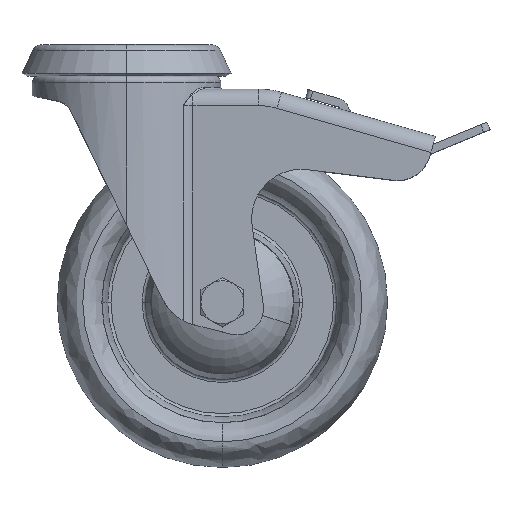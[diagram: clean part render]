
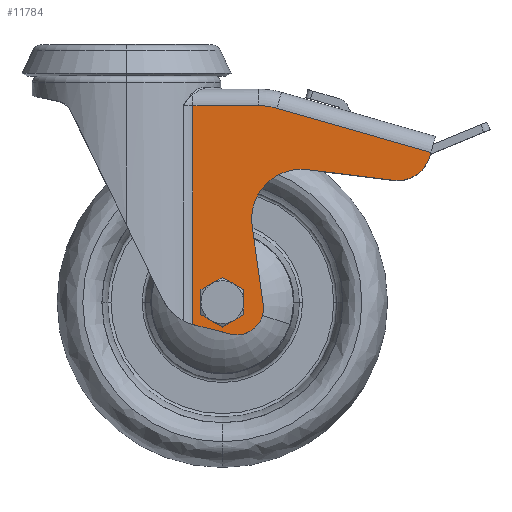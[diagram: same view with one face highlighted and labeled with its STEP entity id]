
A CAD part, top view. The second image highlights one B-rep face of the part: STEP entity #11784.
In plain terms, the highlighted planar face has unit normal (0, 0, 1).
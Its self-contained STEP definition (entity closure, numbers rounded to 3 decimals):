
#159 = CARTESIAN_POINT ( 'NONE',  ( 78.7, 4.724, 21.8 ) ) ;
#307 = CARTESIAN_POINT ( 'NONE',  ( -13.051, 25.16, 21.8 ) ) ;
#619 = CARTESIAN_POINT ( 'NONE',  ( 20.376, -41.208, 21.8 ) ) ;
#649 = CARTESIAN_POINT ( 'NONE',  ( -28.609, -37.24, 21.8 ) ) ;
#699 = DIRECTION ( 'NONE',  ( 0.276, 0.961, 0. ) ) ;
#935 = DIRECTION ( 'NONE',  ( -1., 0., 0. ) ) ;
#971 = EDGE_CURVE ( 'NONE', #8611, #4946, #14200, .T. ) ;
#1009 = CARTESIAN_POINT ( 'NONE',  ( -11.125, 31.88, 21.8 ) ) ;
#1359 = EDGE_CURVE ( 'NONE', #8036, #2415, #8934, .T. ) ;
#1363 = AXIS2_PLACEMENT_3D ( 'NONE', #9922, #14268, #935 ) ;
#1382 = CARTESIAN_POINT ( 'NONE',  ( 69.087, 7.481, 21.8 ) ) ;
#1410 = AXIS2_PLACEMENT_3D ( 'NONE', #11051, #5323, #5172 ) ;
#1442 = DIRECTION ( 'NONE',  ( -1., 0., 0. ) ) ;
#1458 = DIRECTION ( 'NONE',  ( -1., 0., 0. ) ) ;
#1994 = CARTESIAN_POINT ( 'NONE',  ( 41.622, 0.778, 21.8 ) ) ;
#2147 = DIRECTION ( 'NONE',  ( 0.993, -0.122, 0. ) ) ;
#2216 = EDGE_CURVE ( 'NONE', #6594, #4038, #7218, .T. ) ;
#2239 = DIRECTION ( 'NONE',  ( 0., 0., 1. ) ) ;
#2346 = DIRECTION ( 'NONE',  ( 0., 0., 1. ) ) ;
#2415 = VERTEX_POINT ( 'NONE', #5508 ) ;
#2426 = EDGE_CURVE ( 'NONE', #2522, #8611, #11953, .T. ) ;
#2495 = DIRECTION ( 'NONE',  ( -0.139, 0.99, 0. ) ) ;
#2522 = VERTEX_POINT ( 'NONE', #6574 ) ;
#2549 = FACE_BOUND ( 'NONE', #12783, .T. ) ;
#2557 = VECTOR ( 'NONE', #1442, 1000. ) ;
#2703 = VERTEX_POINT ( 'NONE', #5880 ) ;
#2732 = VECTOR ( 'NONE', #2147, 1000. ) ;
#2824 = ORIENTED_EDGE ( 'NONE', *, *, #10149, .T. ) ;
#3005 = CIRCLE ( 'NONE', #1363, 15. ) ;
#3376 = CIRCLE ( 'NONE', #14298, 4.15 ) ;
#3399 = DIRECTION ( 'NONE',  ( -1., 0., 0. ) ) ;
#3527 = CARTESIAN_POINT ( 'NONE',  ( 15.949, -39.34, 21.8 ) ) ;
#3712 = LINE ( 'NONE', #8269, #10665 ) ;
#3774 = VECTOR ( 'NONE', #8591, 1000. ) ;
#4025 = ORIENTED_EDGE ( 'NONE', *, *, #2426, .T. ) ;
#4038 = VERTEX_POINT ( 'NONE', #13757 ) ;
#4074 = DIRECTION ( 'NONE',  ( 0., 0., 1. ) ) ;
#4156 = EDGE_LOOP ( 'NONE', ( #2824, #4025, #7635, #4232, #13229, #9050, #8686, #9408, #14573, #10671, #12588, #11439 ) ) ;
#4232 = ORIENTED_EDGE ( 'NONE', *, *, #9706, .T. ) ;
#4321 = DIRECTION ( 'NONE',  ( 0., -1., 0. ) ) ;
#4368 = VECTOR ( 'NONE', #5676, 1000. ) ;
#4412 = LINE ( 'NONE', #10524, #12338 ) ;
#4455 = CARTESIAN_POINT ( 'NONE',  ( 67.869, -2.445, 21.8 ) ) ;
#4489 = EDGE_CURVE ( 'NONE', #4800, #5563, #11003, .T. ) ;
#4800 = VERTEX_POINT ( 'NONE', #1994 ) ;
#4802 = DIRECTION ( 'NONE',  ( 1., 0., 0. ) ) ;
#4806 = CIRCLE ( 'NONE', #8633, 4.15 ) ;
#4852 = DIRECTION ( 'NONE',  ( 0., 0., 1. ) ) ;
#4946 = VERTEX_POINT ( 'NONE', #10445 ) ;
#5136 = DIRECTION ( 'NONE',  ( -1., 0., 0. ) ) ;
#5142 = EDGE_CURVE ( 'NONE', #2703, #4800, #3005, .T. ) ;
#5172 = DIRECTION ( 'NONE',  ( -1., 0., 0. ) ) ;
#5256 = CARTESIAN_POINT ( 'NONE',  ( 11.799, -39.34, 21.8 ) ) ;
#5323 = DIRECTION ( 'NONE',  ( 0., 0., 1. ) ) ;
#5508 = CARTESIAN_POINT ( 'NONE',  ( 32.448, 19.385, 21.8 ) ) ;
#5556 = CARTESIAN_POINT ( 'NONE',  ( 76.346, -3.486, 21.8 ) ) ;
#5563 = VERTEX_POINT ( 'NONE', #4455 ) ;
#5676 = DIRECTION ( 'NONE',  ( -0.961, 0.276, 0. ) ) ;
#5738 = DIRECTION ( 'NONE',  ( 0., 0., 1. ) ) ;
#5880 = CARTESIAN_POINT ( 'NONE',  ( 24.939, -16.198, 21.8 ) ) ;
#5934 = CARTESIAN_POINT ( 'NONE',  ( 15.949, -39.34, 21.8 ) ) ;
#6049 = CARTESIAN_POINT ( 'NONE',  ( 28.298, -40.095, 21.8 ) ) ;
#6096 = VERTEX_POINT ( 'NONE', #159 ) ;
#6574 = CARTESIAN_POINT ( 'NONE',  ( 7.049, -46.118, 21.8 ) ) ;
#6594 = VERTEX_POINT ( 'NONE', #7859 ) ;
#6707 = AXIS2_PLACEMENT_3D ( 'NONE', #307, #12629, #3399 ) ;
#6727 = AXIS2_PLACEMENT_3D ( 'NONE', #619, #4074, #5136 ) ;
#6743 = VERTEX_POINT ( 'NONE', #5256 ) ;
#6771 = DIRECTION ( 'NONE',  ( -1., 0., 0. ) ) ;
#6777 = EDGE_CURVE ( 'NONE', #2415, #6594, #13711, .T. ) ;
#6816 = VERTEX_POINT ( 'NONE', #13181 ) ;
#6970 = EDGE_CURVE ( 'NONE', #6096, #8036, #3712, .T. ) ;
#7218 = LINE ( 'NONE', #14021, #2557 ) ;
#7635 = ORIENTED_EDGE ( 'NONE', *, *, #971, .T. ) ;
#7859 = CARTESIAN_POINT ( 'NONE',  ( 26.935, 20.16, 21.8 ) ) ;
#7885 = FACE_OUTER_BOUND ( 'NONE', #4156, .T. ) ;
#8036 = VERTEX_POINT ( 'NONE', #8770 ) ;
#8269 = CARTESIAN_POINT ( 'NONE',  ( 80.449, 10.823, 21.8 ) ) ;
#8591 = DIRECTION ( 'NONE',  ( 0.97, -0.242, 0. ) ) ;
#8611 = VERTEX_POINT ( 'NONE', #8857 ) ;
#8633 = AXIS2_PLACEMENT_3D ( 'NONE', #5934, #4852, #10457 ) ;
#8636 = AXIS2_PLACEMENT_3D ( 'NONE', #11161, #2239, #6771 ) ;
#8686 = ORIENTED_EDGE ( 'NONE', *, *, #4489, .T. ) ;
#8770 = CARTESIAN_POINT ( 'NONE',  ( 79.07, 6.017, 21.8 ) ) ;
#8857 = CARTESIAN_POINT ( 'NONE',  ( 7.627, -46.274, 21.8 ) ) ;
#8934 = LINE ( 'NONE', #1009, #4368 ) ;
#9050 = ORIENTED_EDGE ( 'NONE', *, *, #5142, .T. ) ;
#9408 = ORIENTED_EDGE ( 'NONE', *, *, #11643, .T. ) ;
#9706 = EDGE_CURVE ( 'NONE', #4946, #11936, #11237, .T. ) ;
#9875 = EDGE_CURVE ( 'NONE', #6816, #6743, #3376, .T. ) ;
#9922 = CARTESIAN_POINT ( 'NONE',  ( 39.793, -14.11, 21.8 ) ) ;
#10030 = EDGE_CURVE ( 'NONE', #6743, #6816, #4806, .T. ) ;
#10149 = EDGE_CURVE ( 'NONE', #4038, #2522, #11254, .T. ) ;
#10445 = CARTESIAN_POINT ( 'NONE',  ( 18.44, -48.97, 21.8 ) ) ;
#10457 = DIRECTION ( 'NONE',  ( 1., 0., 0. ) ) ;
#10524 = CARTESIAN_POINT ( 'NONE',  ( 22.219, 3.16, 21.8 ) ) ;
#10665 = VECTOR ( 'NONE', #699, 1000. ) ;
#10671 = ORIENTED_EDGE ( 'NONE', *, *, #1359, .T. ) ;
#10794 = VECTOR ( 'NONE', #4321, 1000. ) ;
#11003 = LINE ( 'NONE', #5556, #2732 ) ;
#11051 = CARTESIAN_POINT ( 'NONE',  ( 26.935, 0.16, 21.8 ) ) ;
#11161 = CARTESIAN_POINT ( 'NONE',  ( 11.255, -31.72, 21.8 ) ) ;
#11237 = CIRCLE ( 'NONE', #6727, 8. ) ;
#11254 = LINE ( 'NONE', #13177, #10794 ) ;
#11322 = AXIS2_PLACEMENT_3D ( 'NONE', #1382, #2346, #1458 ) ;
#11439 = ORIENTED_EDGE ( 'NONE', *, *, #2216, .T. ) ;
#11604 = PLANE ( 'NONE',  #6707 ) ;
#11643 = EDGE_CURVE ( 'NONE', #5563, #6096, #12033, .T. ) ;
#11685 = ORIENTED_EDGE ( 'NONE', *, *, #10030, .F. ) ;
#11784 = ADVANCED_FACE ( 'NONE', ( #2549, #7885 ), #11604, .F. ) ;
#11936 = VERTEX_POINT ( 'NONE', #6049 ) ;
#11953 = CIRCLE ( 'NONE', #8636, 15. ) ;
#12033 = CIRCLE ( 'NONE', #11322, 10. ) ;
#12338 = VECTOR ( 'NONE', #2495, 1000. ) ;
#12588 = ORIENTED_EDGE ( 'NONE', *, *, #6777, .T. ) ;
#12629 = DIRECTION ( 'NONE',  ( 0., 0., -1. ) ) ;
#12783 = EDGE_LOOP ( 'NONE', ( #13611, #11685 ) ) ;
#12832 = EDGE_CURVE ( 'NONE', #11936, #2703, #4412, .T. ) ;
#13177 = CARTESIAN_POINT ( 'NONE',  ( 7.049, 25.16, 21.8 ) ) ;
#13181 = CARTESIAN_POINT ( 'NONE',  ( 20.099, -39.34, 21.8 ) ) ;
#13229 = ORIENTED_EDGE ( 'NONE', *, *, #12832, .T. ) ;
#13611 = ORIENTED_EDGE ( 'NONE', *, *, #9875, .F. ) ;
#13711 = CIRCLE ( 'NONE', #1410, 20. ) ;
#13757 = CARTESIAN_POINT ( 'NONE',  ( 7.049, 20.16, 21.8 ) ) ;
#14021 = CARTESIAN_POINT ( 'NONE',  ( -13.051, 20.16, 21.8 ) ) ;
#14200 = LINE ( 'NONE', #649, #3774 ) ;
#14268 = DIRECTION ( 'NONE',  ( 0., 0., -1. ) ) ;
#14298 = AXIS2_PLACEMENT_3D ( 'NONE', #3527, #5738, #4802 ) ;
#14573 = ORIENTED_EDGE ( 'NONE', *, *, #6970, .T. ) ;
